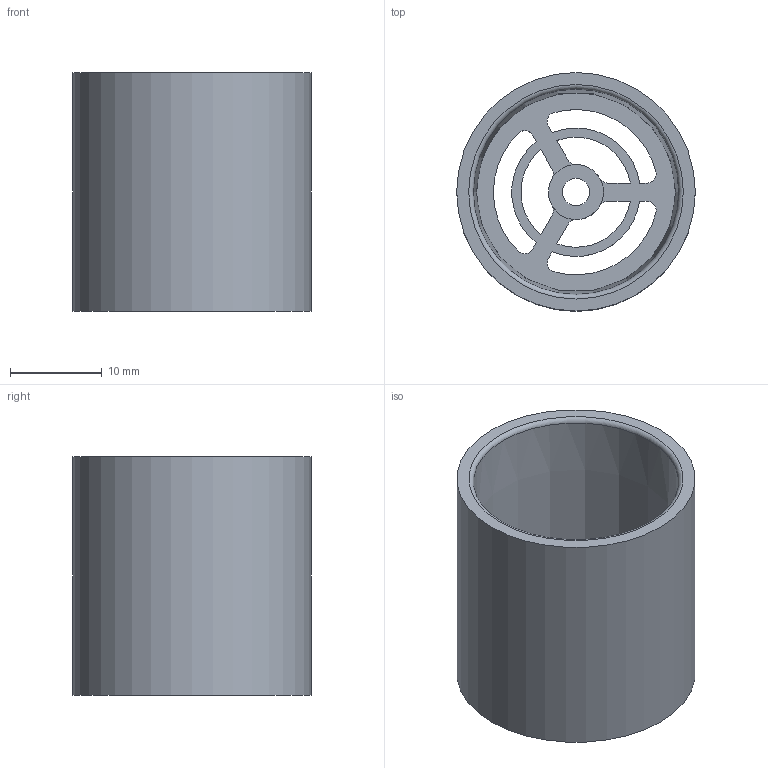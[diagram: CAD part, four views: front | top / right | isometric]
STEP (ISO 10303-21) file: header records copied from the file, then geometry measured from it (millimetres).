
FILE_DESCRIPTION(/* description */ (''),/* implementation_level */ '2;1');
FILE_NAME(/* name */ 'inlet.step',/* time_stamp */ '2020-12-18T16:50:08+06:00',/* author */ (''),/* organization */ (''),/* preprocessor_version */ 'ST-DEVELOPER v18.1',/* originating_system */ 'Autodesk Translation Framework v9.7.1.1290',/* authorisation */ '');
FILE_SCHEMA (('AUTOMOTIVE_DESIGN { 1 0 10303 214 3 1 1 }'));
Length unit declared in the file: millimetre
Products named in the file (1): inlet
Bounding box: 26 x 26 x 26 mm (x, y, z)
Volume: 4284.5 mm3; surface area: 4950 mm2
Topology: 1 solids, 1 shells, 42 faces, 123 edges, 82 vertices
Faces by surface type: cylinder 24, plane 16, torus 1, cone 1
Full cylindrical faces by diameter (mm): 3 x1, 6 x1, 26 x1
Entity records: 1487 total; most frequent: DIRECTION 268, CARTESIAN_POINT 248, ORIENTED_EDGE 246, EDGE_CURVE 123, AXIS2_PLACEMENT_3D 102, VERTEX_POINT 82, LINE 64, VECTOR 64
